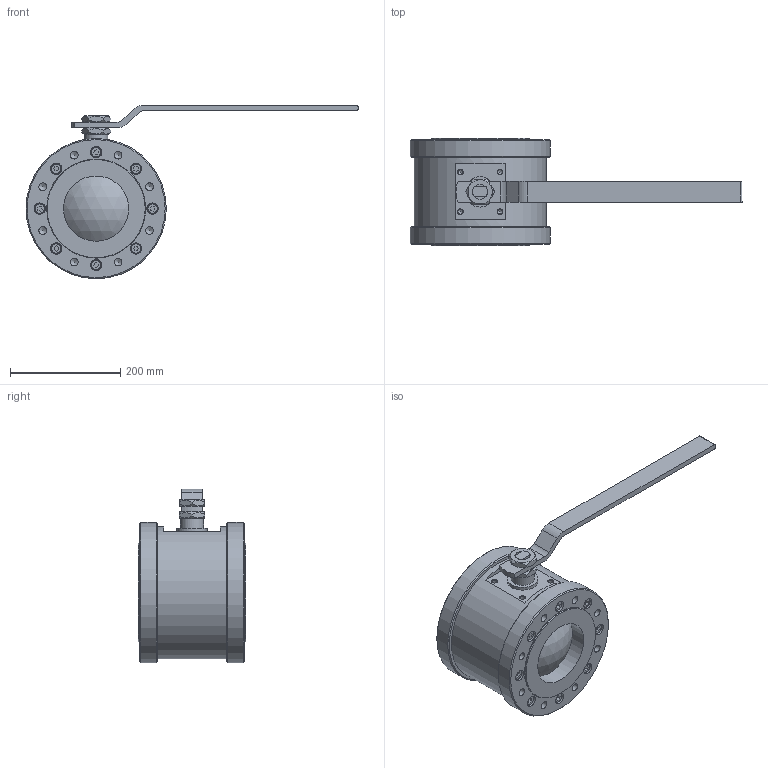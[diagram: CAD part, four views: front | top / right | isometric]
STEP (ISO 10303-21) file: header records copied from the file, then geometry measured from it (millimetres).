
FILE_DESCRIPTION( ( 'STEP AP214' ), '1' );
FILE_NAME( ' ', ' ', ( ' ' ), ( ' ' ), 'PSStep 13.0', 'VISI 18.0', ' ' );
FILE_SCHEMA( ( 'AUTOMOTIVE_DESIGN { 1 0 10303 214 1 1 1 1 }' ) );
Length unit declared in the file: millimetre
Products named in the file (2): 1; 2
Bounding box: 603.5 x 196 x 315.4 mm (x, y, z)
Volume: 8266306.4 mm3; surface area: 677977.8 mm2
Topology: 2 solids, 21 shells, 428 faces, 945 edges, 620 vertices
Faces by surface type: plane 234, cylinder 107, cone 68, torus 16, sphere 3
Full cylindrical faces by diameter (mm): 6.75 x16, 8.5 x4, 14 x32, 19 x16, 20.5 x16, 42 x1, 55 x1, 118.5 x2, 179.5 x2, 180 x3, 240 x1, 255 x2
Entity records: 13691 total; most frequent: CARTESIAN_POINT 1860, DIRECTION 1774, ORIENTED_EDGE 1336, AXIS2_PLACEMENT_3D 704, EDGE_LOOP 668, EDGE_CURVE 668, VERTEX_POINT 558, FACE_OUTER_BOUND 539
